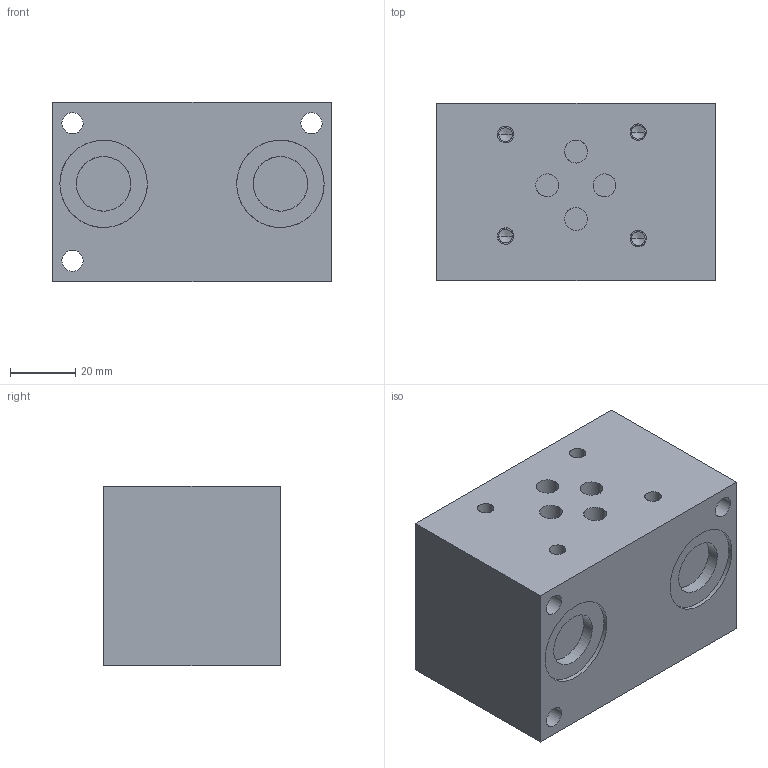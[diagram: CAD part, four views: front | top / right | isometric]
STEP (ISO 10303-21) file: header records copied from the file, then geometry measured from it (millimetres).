
FILE_DESCRIPTION(/* description */ ('Unknown'),/* implementation_level */ '2;1');
FILE_NAME(/* name */ 'PA.58100-001',/* time_stamp */ '2023-07-18T11:40:16+02:00',/* author */ ('Unknown'),/* organization */ ('Unknown'),/* preprocessor_version */ 'ST-DEVELOPER v18.102',/* originating_system */ 'Solid Edge',/* authorisation */ 'Unknown');
FILE_SCHEMA (('AUTOMOTIVE_DESIGN {1 0 10303 214 3 1 1}'));
Length unit declared in the file: millimetre
Products named in the file (2): PA; 1
Assembly tree (1 placements, depth 2):
  PA
    1
Bounding box: 85 x 54 x 54.7 mm (x, y, z)
Volume: 235280.1 mm3; surface area: 30750 mm2
Topology: 1 solids, 1 shells, 88 faces, 230 edges, 160 vertices
Faces by surface type: cylinder 54, plane 26, cone 8
Entity records: 2609 total; most frequent: CARTESIAN_POINT 978, ORIENTED_EDGE 444, EDGE_CURVE 222, DIRECTION 180, VERTEX_POINT 160, EDGE_LOOP 118, FACE_BOUND 118, AXIS2_PLACEMENT_3D 90
